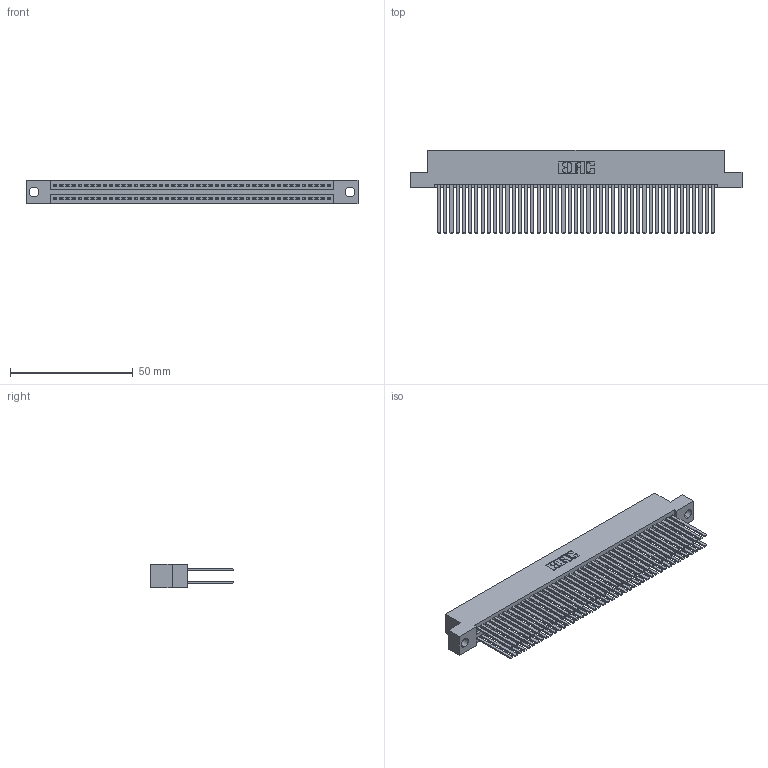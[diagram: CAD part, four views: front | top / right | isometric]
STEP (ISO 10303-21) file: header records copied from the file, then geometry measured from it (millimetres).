
FILE_DESCRIPTION (( 'STEP AP203' ), '1' );
FILE_NAME ('395-090-544-204.STEP', '2021-06-17T10:13:59', ( '' ), ( '' ), 'SwSTEP 2.0', 'SolidWorks 2020', '' );
FILE_SCHEMA (( 'CONFIG_CONTROL_DESIGN' ));
Length unit declared in the file: inch
Products named in the file (3): 345 Part_Flush Mounting Lugs - 0.156 Dia-TI; 345-292-001_345-293-144; 395-090-544-204
Assembly tree (91 placements, depth 2):
  395-090-544-204
    345 Part_Flush Mounting Lugs - 0.156 Dia-TI
    345-292-001_345-293-144  x90
Bounding box: 135.51 x 33.96 x 9.4 mm (x, y, z)
Volume: 14347 mm3; surface area: 24814.7 mm2
Topology: 91 solids, 91 shells, 4100 faces, 12167 edges, 7990 vertices
Faces by surface type: plane 2704, cylinder 1396
Entity records: 35139 total; most frequent: CARTESIAN_POINT 5890, ORIENTED_EDGE 5822, DIRECTION 5187, EDGE_CURVE 2911, LINE 2603, VECTOR 2603, VERTEX_POINT 1938, AXIS2_PLACEMENT_3D 1292
